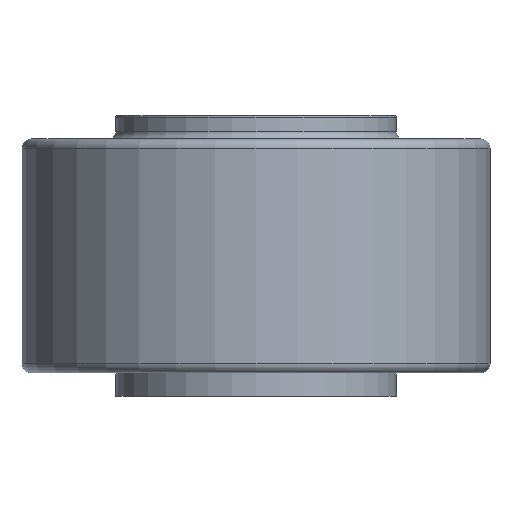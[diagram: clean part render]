
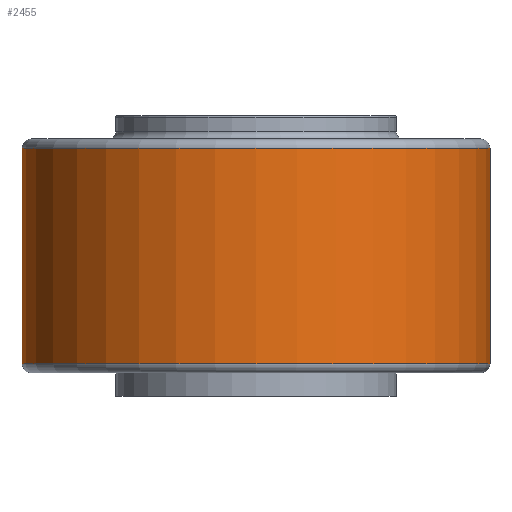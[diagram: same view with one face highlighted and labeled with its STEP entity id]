
A CAD part, front view. The second image highlights one B-rep face of the part: STEP entity #2455.
In plain terms, the highlighted cylindrical face has radius 50 mm (diameter 100 mm), a partial arc.
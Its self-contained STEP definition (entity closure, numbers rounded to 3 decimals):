
#183 = VECTOR ( 'NONE', #2605, 1000. ) ;
#371 = DIRECTION ( 'NONE',  ( 0., 0., -1. ) ) ;
#952 = CIRCLE ( 'NONE', #4884, 50. ) ;
#1157 = CARTESIAN_POINT ( 'NONE',  ( -50., 0., 23. ) ) ;
#1224 = DIRECTION ( 'NONE',  ( 0., 0., -1. ) ) ;
#1384 = DIRECTION ( 'NONE',  ( 1., 0., 0. ) ) ;
#1673 = EDGE_CURVE ( 'NONE', #4057, #4318, #2338, .T. ) ;
#1677 = CARTESIAN_POINT ( 'NONE',  ( -50., 0., 0. ) ) ;
#1701 = EDGE_CURVE ( 'NONE', #5018, #4318, #3596, .T. ) ;
#1819 = AXIS2_PLACEMENT_3D ( 'NONE', #5514, #3199, #1384 ) ;
#1827 = CARTESIAN_POINT ( 'NONE',  ( 50., 0., 23. ) ) ;
#2005 = ORIENTED_EDGE ( 'NONE', *, *, #1673, .F. ) ;
#2338 = LINE ( 'NONE', #4551, #4986 ) ;
#2449 = EDGE_LOOP ( 'NONE', ( #6133, #4012, #2804, #2005 ) ) ;
#2455 = ADVANCED_FACE ( 'NONE', ( #5141 ), #3294, .T. ) ;
#2605 = DIRECTION ( 'NONE',  ( 0., 0., -1. ) ) ;
#2632 = EDGE_CURVE ( 'NONE', #4057, #3958, #952, .T. ) ;
#2754 = CARTESIAN_POINT ( 'NONE',  ( 50., 0., -23. ) ) ;
#2804 = ORIENTED_EDGE ( 'NONE', *, *, #1701, .T. ) ;
#2830 = DIRECTION ( 'NONE',  ( 1., 0., 0. ) ) ;
#3199 = DIRECTION ( 'NONE',  ( 0., 0., -1. ) ) ;
#3294 = CYLINDRICAL_SURFACE ( 'NONE', #1819, 50. ) ;
#3318 = DIRECTION ( 'NONE',  ( 0., 0., 1. ) ) ;
#3596 = CIRCLE ( 'NONE', #5675, 50. ) ;
#3899 = LINE ( 'NONE', #1677, #183 ) ;
#3958 = VERTEX_POINT ( 'NONE', #1157 ) ;
#4012 = ORIENTED_EDGE ( 'NONE', *, *, #6091, .T. ) ;
#4057 = VERTEX_POINT ( 'NONE', #1827 ) ;
#4187 = CARTESIAN_POINT ( 'NONE',  ( -50., 0., -23. ) ) ;
#4318 = VERTEX_POINT ( 'NONE', #2754 ) ;
#4551 = CARTESIAN_POINT ( 'NONE',  ( 50., 0., 0. ) ) ;
#4884 = AXIS2_PLACEMENT_3D ( 'NONE', #5816, #1224, #5440 ) ;
#4986 = VECTOR ( 'NONE', #371, 1000. ) ;
#5018 = VERTEX_POINT ( 'NONE', #4187 ) ;
#5141 = FACE_OUTER_BOUND ( 'NONE', #2449, .T. ) ;
#5198 = CARTESIAN_POINT ( 'NONE',  ( 0., 0., -23. ) ) ;
#5440 = DIRECTION ( 'NONE',  ( -1., 0., 0. ) ) ;
#5514 = CARTESIAN_POINT ( 'NONE',  ( 0., 0., 0. ) ) ;
#5675 = AXIS2_PLACEMENT_3D ( 'NONE', #5198, #3318, #2830 ) ;
#5816 = CARTESIAN_POINT ( 'NONE',  ( 0., 0., 23. ) ) ;
#6091 = EDGE_CURVE ( 'NONE', #3958, #5018, #3899, .T. ) ;
#6133 = ORIENTED_EDGE ( 'NONE', *, *, #2632, .T. ) ;
